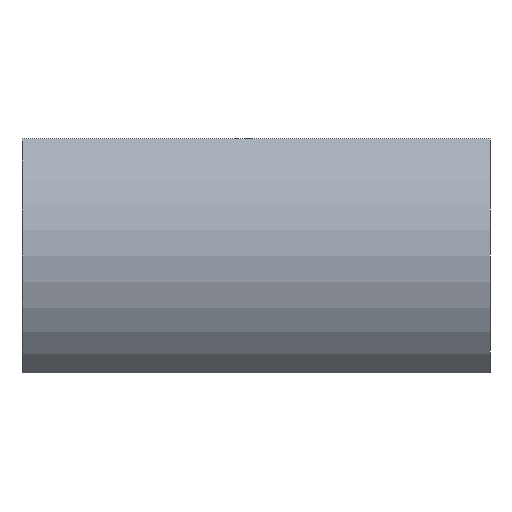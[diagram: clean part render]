
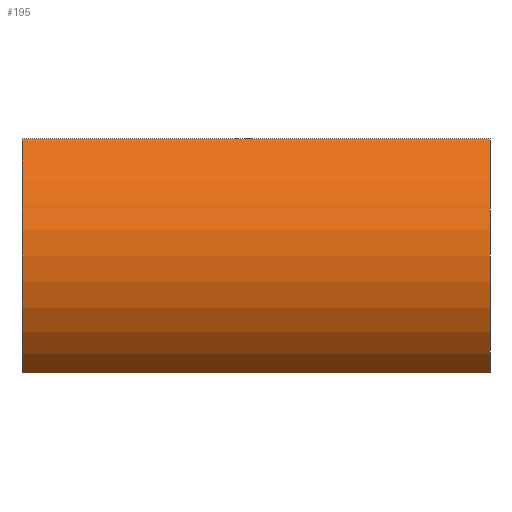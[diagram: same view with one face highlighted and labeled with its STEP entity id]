
A CAD part, left-side view. The second image highlights one B-rep face of the part: STEP entity #195.
In plain terms, the highlighted cylindrical face has radius 6.56 mm (diameter 13.12 mm), a partial arc.
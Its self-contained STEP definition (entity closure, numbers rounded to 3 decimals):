
#3 = EDGE_CURVE ( 'NONE', #13, #91, #149, .T. ) ;
#4 = CARTESIAN_POINT ( 'NONE',  ( 4.355, 20., 0. ) ) ;
#6 = EDGE_CURVE ( 'NONE', #94, #13, #137, .T. ) ;
#10 = ORIENTED_EDGE ( 'NONE', *, *, #3, .T. ) ;
#12 = CARTESIAN_POINT ( 'NONE',  ( 0.109, 0., -5. ) ) ;
#13 = VERTEX_POINT ( 'NONE', #12 ) ;
#24 = FACE_OUTER_BOUND ( 'NONE', #125, .T. ) ;
#27 = EDGE_CURVE ( 'NONE', #94, #178, #152, .T. ) ;
#40 = DIRECTION ( 'NONE',  ( 0., 1., 0. ) ) ;
#50 = DIRECTION ( 'NONE',  ( 0., 1., 0. ) ) ;
#57 = DIRECTION ( 'NONE',  ( 0., 0., -1. ) ) ;
#61 = LINE ( 'NONE', #73, #72 ) ;
#68 = CARTESIAN_POINT ( 'NONE',  ( 0.109, 20., -5. ) ) ;
#72 = VECTOR ( 'NONE', #155, 1000. ) ;
#73 = CARTESIAN_POINT ( 'NONE',  ( 0.109, 20., 5. ) ) ;
#81 = AXIS2_PLACEMENT_3D ( 'NONE', #184, #40, #87 ) ;
#82 = DIRECTION ( 'NONE',  ( 0., 0., 1. ) ) ;
#83 = EDGE_CURVE ( 'NONE', #178, #91, #61, .T. ) ;
#84 = ORIENTED_EDGE ( 'NONE', *, *, #6, .T. ) ;
#87 = DIRECTION ( 'NONE',  ( 0., 0., 1. ) ) ;
#91 = VERTEX_POINT ( 'NONE', #93 ) ;
#93 = CARTESIAN_POINT ( 'NONE',  ( 0.109, 0., 5. ) ) ;
#94 = VERTEX_POINT ( 'NONE', #171 ) ;
#111 = AXIS2_PLACEMENT_3D ( 'NONE', #4, #177, #57 ) ;
#114 = DIRECTION ( 'NONE',  ( 0., -1., 0. ) ) ;
#124 = CARTESIAN_POINT ( 'NONE',  ( 0.109, 20., 5. ) ) ;
#125 = EDGE_LOOP ( 'NONE', ( #10, #179, #158, #84 ) ) ;
#129 = AXIS2_PLACEMENT_3D ( 'NONE', #168, #50, #82 ) ;
#137 = LINE ( 'NONE', #68, #141 ) ;
#141 = VECTOR ( 'NONE', #114, 1000. ) ;
#143 = CYLINDRICAL_SURFACE ( 'NONE', #111, 6.56 ) ;
#149 = CIRCLE ( 'NONE', #81, 6.56 ) ;
#152 = CIRCLE ( 'NONE', #129, 6.56 ) ;
#155 = DIRECTION ( 'NONE',  ( 0., -1., 0. ) ) ;
#158 = ORIENTED_EDGE ( 'NONE', *, *, #27, .F. ) ;
#168 = CARTESIAN_POINT ( 'NONE',  ( 4.355, 20., 0. ) ) ;
#171 = CARTESIAN_POINT ( 'NONE',  ( 0.109, 20., -5. ) ) ;
#177 = DIRECTION ( 'NONE',  ( 0., -1., 0. ) ) ;
#178 = VERTEX_POINT ( 'NONE', #124 ) ;
#179 = ORIENTED_EDGE ( 'NONE', *, *, #83, .F. ) ;
#184 = CARTESIAN_POINT ( 'NONE',  ( 4.355, 0., 0. ) ) ;
#195 = ADVANCED_FACE ( 'NONE', ( #24 ), #143, .T. ) ;
